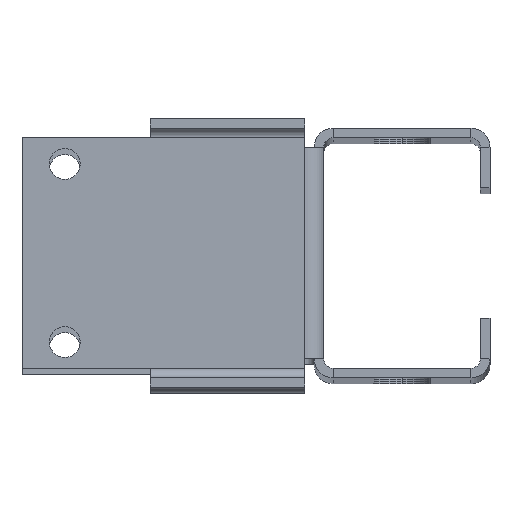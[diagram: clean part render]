
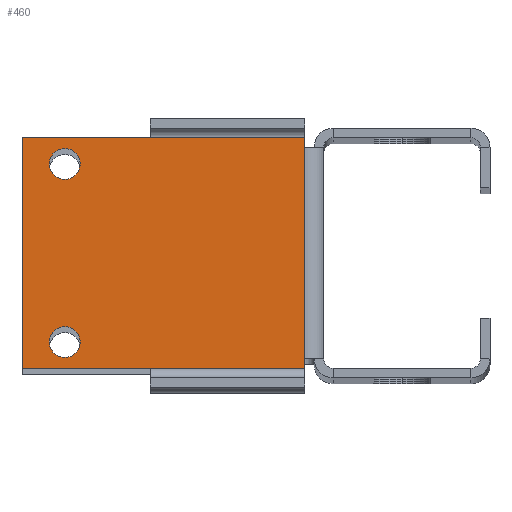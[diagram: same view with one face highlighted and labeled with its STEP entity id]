
A CAD part, top view. The second image highlights one B-rep face of the part: STEP entity #460.
In plain terms, the highlighted planar face has unit normal (0, 0, 1).
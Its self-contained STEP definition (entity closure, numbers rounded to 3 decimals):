
#105 = ORIENTED_EDGE ( 'NONE', *, *, #136, .T. ) ;
#121 = ORIENTED_EDGE ( 'NONE', *, *, #907, .F. ) ;
#129 = VECTOR ( 'NONE', #2725, 1000. ) ;
#136 = EDGE_CURVE ( 'NONE', #770, #968, #1544, .T. ) ;
#137 = FACE_BOUND ( 'NONE', #2625, .T. ) ;
#178 = CIRCLE ( 'NONE', #2007, 3.25 ) ;
#215 = EDGE_CURVE ( 'NONE', #1840, #526, #3790, .T. ) ;
#237 = CARTESIAN_POINT ( 'NONE',  ( 0., 0., 721. ) ) ;
#267 = CARTESIAN_POINT ( 'NONE',  ( -37., -38., 721. ) ) ;
#276 = CARTESIAN_POINT ( 'NONE',  ( -37., -38., 721. ) ) ;
#284 = LINE ( 'NONE', #267, #1591 ) ;
#307 = ORIENTED_EDGE ( 'NONE', *, *, #1634, .F. ) ;
#318 = DIRECTION ( 'NONE',  ( 1., 0., 0. ) ) ;
#387 = DIRECTION ( 'NONE',  ( 0., 1., 0. ) ) ;
#433 = DIRECTION ( 'NONE',  ( 0., -1., 0. ) ) ;
#456 = CARTESIAN_POINT ( 'NONE',  ( -96.5, -38., 721. ) ) ;
#460 = ADVANCED_FACE ( 'NONE', ( #2330, #137, #2025 ), #3947, .F. ) ;
#500 = DIRECTION ( 'NONE',  ( 1., 0., 0. ) ) ;
#526 = VERTEX_POINT ( 'NONE', #2161 ) ;
#586 = EDGE_CURVE ( 'NONE', #955, #968, #1463, .T. ) ;
#623 = AXIS2_PLACEMENT_3D ( 'NONE', #237, #4053, #1827 ) ;
#624 = DIRECTION ( 'NONE',  ( 0., 0., 1. ) ) ;
#685 = VECTOR ( 'NONE', #433, 1000. ) ;
#689 = DIRECTION ( 'NONE',  ( 1., 0., 0. ) ) ;
#745 = VECTOR ( 'NONE', #318, 1000. ) ;
#756 = ORIENTED_EDGE ( 'NONE', *, *, #1242, .F. ) ;
#758 = EDGE_CURVE ( 'NONE', #1991, #3280, #2260, .T. ) ;
#765 = CARTESIAN_POINT ( 'NONE',  ( -69.5, -38., 721. ) ) ;
#770 = VERTEX_POINT ( 'NONE', #3471 ) ;
#816 = DIRECTION ( 'NONE',  ( 0., -1., 0. ) ) ;
#817 = EDGE_CURVE ( 'NONE', #3441, #1018, #178, .T. ) ;
#907 = EDGE_CURVE ( 'NONE', #1018, #3441, #1284, .T. ) ;
#955 = VERTEX_POINT ( 'NONE', #765 ) ;
#968 = VERTEX_POINT ( 'NONE', #456 ) ;
#1018 = VERTEX_POINT ( 'NONE', #1100 ) ;
#1087 = VECTOR ( 'NONE', #387, 1000. ) ;
#1100 = CARTESIAN_POINT ( 'NONE',  ( -84.25, -32.5, 721. ) ) ;
#1107 = EDGE_LOOP ( 'NONE', ( #2184, #1536, #756, #307, #2460, #2505, #105, #1932 ) ) ;
#1114 = AXIS2_PLACEMENT_3D ( 'NONE', #3321, #1436, #500 ) ;
#1208 = CARTESIAN_POINT ( 'NONE',  ( -96.5, 10.5, 721. ) ) ;
#1233 = CARTESIAN_POINT ( 'NONE',  ( -37., 10.5, 721. ) ) ;
#1242 = EDGE_CURVE ( 'NONE', #2704, #3280, #2662, .T. ) ;
#1249 = CARTESIAN_POINT ( 'NONE',  ( -69.5, 10.5, 721. ) ) ;
#1284 = CIRCLE ( 'NONE', #1865, 3.25 ) ;
#1333 = EDGE_CURVE ( 'NONE', #526, #1840, #2881, .T. ) ;
#1425 = ORIENTED_EDGE ( 'NONE', *, *, #215, .F. ) ;
#1436 = DIRECTION ( 'NONE',  ( 0., 0., 1. ) ) ;
#1441 = EDGE_CURVE ( 'NONE', #770, #2350, #2225, .T. ) ;
#1463 = LINE ( 'NONE', #3724, #2854 ) ;
#1536 = ORIENTED_EDGE ( 'NONE', *, *, #758, .T. ) ;
#1544 = LINE ( 'NONE', #1866, #685 ) ;
#1571 = VECTOR ( 'NONE', #1856, 1000. ) ;
#1591 = VECTOR ( 'NONE', #3718, 1000. ) ;
#1634 = EDGE_CURVE ( 'NONE', #3572, #2704, #3043, .T. ) ;
#1827 = DIRECTION ( 'NONE',  ( -1., 0., 0. ) ) ;
#1840 = VERTEX_POINT ( 'NONE', #3542 ) ;
#1856 = DIRECTION ( 'NONE',  ( 1., 0., 0. ) ) ;
#1865 = AXIS2_PLACEMENT_3D ( 'NONE', #3963, #2370, #3639 ) ;
#1866 = CARTESIAN_POINT ( 'NONE',  ( -96.5, 0., 721. ) ) ;
#1932 = ORIENTED_EDGE ( 'NONE', *, *, #586, .F. ) ;
#1979 = ORIENTED_EDGE ( 'NONE', *, *, #817, .F. ) ;
#1991 = VERTEX_POINT ( 'NONE', #276 ) ;
#2007 = AXIS2_PLACEMENT_3D ( 'NONE', #3447, #624, #2859 ) ;
#2025 = FACE_OUTER_BOUND ( 'NONE', #1107, .T. ) ;
#2036 = ORIENTED_EDGE ( 'NONE', *, *, #1333, .F. ) ;
#2129 = LINE ( 'NONE', #3111, #745 ) ;
#2161 = CARTESIAN_POINT ( 'NONE',  ( -84.25, 5., 721. ) ) ;
#2184 = ORIENTED_EDGE ( 'NONE', *, *, #3619, .F. ) ;
#2225 = LINE ( 'NONE', #1208, #1571 ) ;
#2260 = LINE ( 'NONE', #3513, #1087 ) ;
#2293 = EDGE_LOOP ( 'NONE', ( #121, #1979 ) ) ;
#2330 = FACE_BOUND ( 'NONE', #2293, .T. ) ;
#2350 = VERTEX_POINT ( 'NONE', #1249 ) ;
#2351 = AXIS2_PLACEMENT_3D ( 'NONE', #3177, #3840, #689 ) ;
#2370 = DIRECTION ( 'NONE',  ( 0., 0., 1. ) ) ;
#2460 = ORIENTED_EDGE ( 'NONE', *, *, #3541, .F. ) ;
#2505 = ORIENTED_EDGE ( 'NONE', *, *, #1441, .F. ) ;
#2625 = EDGE_LOOP ( 'NONE', ( #2036, #1425 ) ) ;
#2662 = LINE ( 'NONE', #4023, #129 ) ;
#2704 = VERTEX_POINT ( 'NONE', #3712 ) ;
#2708 = CARTESIAN_POINT ( 'NONE',  ( -90.75, -32.5, 721. ) ) ;
#2725 = DIRECTION ( 'NONE',  ( 0., -1., 0. ) ) ;
#2808 = CARTESIAN_POINT ( 'NONE',  ( -37., -36., 721. ) ) ;
#2854 = VECTOR ( 'NONE', #4010, 1000. ) ;
#2859 = DIRECTION ( 'NONE',  ( 1., 0., 0. ) ) ;
#2881 = CIRCLE ( 'NONE', #1114, 3.25 ) ;
#3022 = VECTOR ( 'NONE', #816, 1000. ) ;
#3043 = LINE ( 'NONE', #3649, #3022 ) ;
#3111 = CARTESIAN_POINT ( 'NONE',  ( -96.5, 10.5, 721. ) ) ;
#3177 = CARTESIAN_POINT ( 'NONE',  ( -87.5, 5., 721. ) ) ;
#3280 = VERTEX_POINT ( 'NONE', #2808 ) ;
#3321 = CARTESIAN_POINT ( 'NONE',  ( -87.5, 5., 721. ) ) ;
#3441 = VERTEX_POINT ( 'NONE', #2708 ) ;
#3447 = CARTESIAN_POINT ( 'NONE',  ( -87.5, -32.5, 721. ) ) ;
#3471 = CARTESIAN_POINT ( 'NONE',  ( -96.5, 10.5, 721. ) ) ;
#3513 = CARTESIAN_POINT ( 'NONE',  ( -37., -40., 721. ) ) ;
#3541 = EDGE_CURVE ( 'NONE', #2350, #3572, #2129, .T. ) ;
#3542 = CARTESIAN_POINT ( 'NONE',  ( -90.75, 5., 721. ) ) ;
#3572 = VERTEX_POINT ( 'NONE', #1233 ) ;
#3619 = EDGE_CURVE ( 'NONE', #1991, #955, #284, .T. ) ;
#3639 = DIRECTION ( 'NONE',  ( 1., 0., 0. ) ) ;
#3649 = CARTESIAN_POINT ( 'NONE',  ( -37., 12.5, 721. ) ) ;
#3712 = CARTESIAN_POINT ( 'NONE',  ( -37., 8.5, 721. ) ) ;
#3718 = DIRECTION ( 'NONE',  ( -1., 0., 0. ) ) ;
#3724 = CARTESIAN_POINT ( 'NONE',  ( -37., -38., 721. ) ) ;
#3790 = CIRCLE ( 'NONE', #2351, 3.25 ) ;
#3840 = DIRECTION ( 'NONE',  ( 0., 0., 1. ) ) ;
#3947 = PLANE ( 'NONE',  #623 ) ;
#3963 = CARTESIAN_POINT ( 'NONE',  ( -87.5, -32.5, 721. ) ) ;
#4010 = DIRECTION ( 'NONE',  ( -1., 0., 0. ) ) ;
#4023 = CARTESIAN_POINT ( 'NONE',  ( -37., -36., 721. ) ) ;
#4053 = DIRECTION ( 'NONE',  ( 0., 0., -1. ) ) ;
